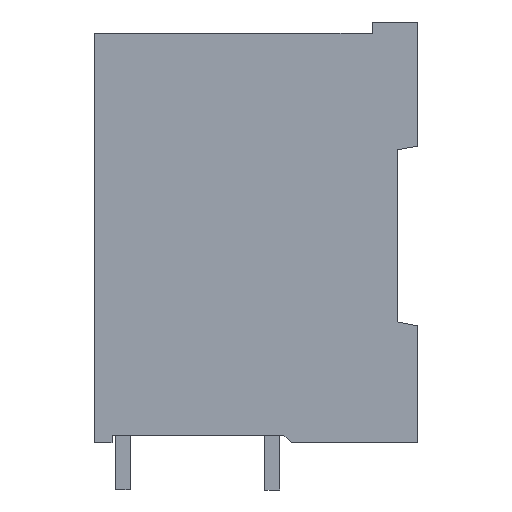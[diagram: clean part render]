
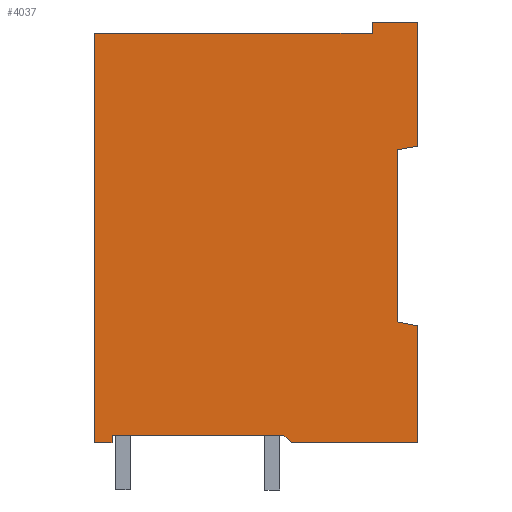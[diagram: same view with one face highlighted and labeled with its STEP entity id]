
A CAD part, left-side view. The second image highlights one B-rep face of the part: STEP entity #4037.
In plain terms, the highlighted planar face has unit normal (-1, 0, 0).
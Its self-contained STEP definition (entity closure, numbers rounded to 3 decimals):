
#3957=AXIS2_PLACEMENT_3D('Plane Axis2P3D',#3954,#3955,#3956) ;
#1217=CARTESIAN_POINT('Line Origine',(0.,0.7,23.277)) ;
#1221=CARTESIAN_POINT('Vertex',(0.,1.4,23.153)) ;
#1223=CARTESIAN_POINT('Vertex',(0.,0.,23.4)) ;
#1897=CARTESIAN_POINT('Line Origine',(0.,21.4,3.2)) ;
#1901=CARTESIAN_POINT('Vertex',(0.,22.,3.2)) ;
#1903=CARTESIAN_POINT('Vertex',(0.,20.8,3.2)) ;
#1948=CARTESIAN_POINT('Vertex',(0.,20.8,3.7)) ;
#1951=CARTESIAN_POINT('Line Origine',(0.,20.8,3.45)) ;
#1963=CARTESIAN_POINT('Line Origine',(0.,4.3,3.2)) ;
#1967=CARTESIAN_POINT('Vertex',(0.,8.6,3.2)) ;
#1969=CARTESIAN_POINT('Vertex',(0.,0.,3.2)) ;
#3954=CARTESIAN_POINT('Axis2P3D Location',(0.,22.,0.)) ;
#3959=CARTESIAN_POINT('Line Origine',(0.,11.,3.7)) ;
#3963=CARTESIAN_POINT('Vertex',(0.,9.1,3.7)) ;
#3967=CARTESIAN_POINT('Control Point',(0.,9.1,3.7)) ;
#3968=CARTESIAN_POINT('Control Point',(0.,8.6,3.2)) ;
#3970=CARTESIAN_POINT('Line Origine',(0.,0.,17.525)) ;
#3974=CARTESIAN_POINT('Vertex',(0.,0.,11.17)) ;
#3978=CARTESIAN_POINT('Control Point',(0.,0.,11.17)) ;
#3979=CARTESIAN_POINT('Control Point',(0.,1.4,11.439)) ;
#3980=CARTESIAN_POINT('Vertex',(0.,1.4,11.439)) ;
#3983=CARTESIAN_POINT('Line Origine',(0.,1.4,17.525)) ;
#3988=CARTESIAN_POINT('Line Origine',(0.,0.,17.525)) ;
#3992=CARTESIAN_POINT('Vertex',(0.,0.,31.85)) ;
#3995=CARTESIAN_POINT('Line Origine',(0.,11.,31.85)) ;
#3999=CARTESIAN_POINT('Vertex',(0.,3.1,31.85)) ;
#4002=CARTESIAN_POINT('Line Origine',(0.,3.1,17.525)) ;
#4006=CARTESIAN_POINT('Vertex',(0.,3.1,31.08)) ;
#4009=CARTESIAN_POINT('Line Origine',(0.,11.,31.08)) ;
#4013=CARTESIAN_POINT('Vertex',(0.,22.,31.08)) ;
#4016=CARTESIAN_POINT('Line Origine',(0.,22.,17.525)) ;
#1218=DIRECTION('Vector Direction',(0.,-0.985,0.174)) ;
#1898=DIRECTION('Vector Direction',(0.,-1.,0.)) ;
#1952=DIRECTION('Vector Direction',(0.,0.,-1.)) ;
#1964=DIRECTION('Vector Direction',(0.,-1.,0.)) ;
#3955=DIRECTION('Axis2P3D Direction',(-1.,0.,0.)) ;
#3956=DIRECTION('Axis2P3D XDirection',(0.,-1.,0.)) ;
#3960=DIRECTION('Vector Direction',(0.,-1.,0.)) ;
#3971=DIRECTION('Vector Direction',(0.,0.,1.)) ;
#3984=DIRECTION('Vector Direction',(0.,0.,1.)) ;
#3989=DIRECTION('Vector Direction',(0.,0.,1.)) ;
#3996=DIRECTION('Vector Direction',(0.,-1.,0.)) ;
#4003=DIRECTION('Vector Direction',(0.,0.,1.)) ;
#4010=DIRECTION('Vector Direction',(0.,-1.,0.)) ;
#4017=DIRECTION('Vector Direction',(0.,0.,1.)) ;
#1219=VECTOR('Line Direction',#1218,1.) ;
#1899=VECTOR('Line Direction',#1898,1.) ;
#1953=VECTOR('Line Direction',#1952,1.) ;
#1965=VECTOR('Line Direction',#1964,1.) ;
#3961=VECTOR('Line Direction',#3960,1.) ;
#3972=VECTOR('Line Direction',#3971,1.) ;
#3985=VECTOR('Line Direction',#3984,1.) ;
#3990=VECTOR('Line Direction',#3989,1.) ;
#3997=VECTOR('Line Direction',#3996,1.) ;
#4004=VECTOR('Line Direction',#4003,1.) ;
#4011=VECTOR('Line Direction',#4010,1.) ;
#4018=VECTOR('Line Direction',#4017,1.) ;
#4022=ORIENTED_EDGE('',*,*,#1905,.T.) ;
#4023=ORIENTED_EDGE('',*,*,#1955,.F.) ;
#4024=ORIENTED_EDGE('',*,*,#3965,.T.) ;
#4025=ORIENTED_EDGE('',*,*,#3969,.T.) ;
#4026=ORIENTED_EDGE('',*,*,#1971,.T.) ;
#4027=ORIENTED_EDGE('',*,*,#3976,.T.) ;
#4028=ORIENTED_EDGE('',*,*,#3982,.T.) ;
#4029=ORIENTED_EDGE('',*,*,#3987,.T.) ;
#4030=ORIENTED_EDGE('',*,*,#1225,.T.) ;
#4031=ORIENTED_EDGE('',*,*,#3994,.T.) ;
#4032=ORIENTED_EDGE('',*,*,#4001,.T.) ;
#4033=ORIENTED_EDGE('',*,*,#4008,.T.) ;
#4034=ORIENTED_EDGE('',*,*,#4015,.T.) ;
#4035=ORIENTED_EDGE('',*,*,#4020,.T.) ;
#4037=ADVANCED_FACE('Model',(#4036),#3958,.T.) ;
#3966=B_SPLINE_CURVE_WITH_KNOTS('',1,(#3967,#3968),.UNSPECIFIED.,.F.,.U.,(2,2),(-0.354,0.354),.UNSPECIFIED.) ;
#3977=B_SPLINE_CURVE_WITH_KNOTS('',1,(#3978,#3979),.UNSPECIFIED.,.F.,.U.,(2,2),(-0.713,0.713),.UNSPECIFIED.) ;
#1225=EDGE_CURVE('',#1222,#1224,#1220,.T.) ;
#1905=EDGE_CURVE('',#1902,#1904,#1900,.T.) ;
#1955=EDGE_CURVE('',#1949,#1904,#1954,.T.) ;
#1971=EDGE_CURVE('',#1968,#1970,#1966,.T.) ;
#3965=EDGE_CURVE('',#1949,#3964,#3962,.T.) ;
#3969=EDGE_CURVE('',#3964,#1968,#3966,.T.) ;
#3976=EDGE_CURVE('',#1970,#3975,#3973,.T.) ;
#3982=EDGE_CURVE('',#3975,#3981,#3977,.T.) ;
#3987=EDGE_CURVE('',#3981,#1222,#3986,.T.) ;
#3994=EDGE_CURVE('',#1224,#3993,#3991,.T.) ;
#4001=EDGE_CURVE('',#3993,#4000,#3998,.F.) ;
#4008=EDGE_CURVE('',#4000,#4007,#4005,.F.) ;
#4015=EDGE_CURVE('',#4007,#4014,#4012,.F.) ;
#4020=EDGE_CURVE('',#4014,#1902,#4019,.F.) ;
#4021=EDGE_LOOP('',(#4022,#4023,#4024,#4025,#4026,#4027,#4028,#4029,#4030,#4031,#4032,#4033,#4034,#4035)) ;
#4036=FACE_OUTER_BOUND('',#4021,.T.) ;
#1220=LINE('Line',#1217,#1219) ;
#1900=LINE('Line',#1897,#1899) ;
#1954=LINE('Line',#1951,#1953) ;
#1966=LINE('Line',#1963,#1965) ;
#3962=LINE('Line',#3959,#3961) ;
#3973=LINE('Line',#3970,#3972) ;
#3986=LINE('Line',#3983,#3985) ;
#3991=LINE('Line',#3988,#3990) ;
#3998=LINE('Line',#3995,#3997) ;
#4005=LINE('Line',#4002,#4004) ;
#4012=LINE('Line',#4009,#4011) ;
#4019=LINE('Line',#4016,#4018) ;
#3958=PLANE('',#3957) ;
#1222=VERTEX_POINT('',#1221) ;
#1224=VERTEX_POINT('',#1223) ;
#1902=VERTEX_POINT('',#1901) ;
#1904=VERTEX_POINT('',#1903) ;
#1949=VERTEX_POINT('',#1948) ;
#1968=VERTEX_POINT('',#1967) ;
#1970=VERTEX_POINT('',#1969) ;
#3964=VERTEX_POINT('',#3963) ;
#3975=VERTEX_POINT('',#3974) ;
#3981=VERTEX_POINT('',#3980) ;
#3993=VERTEX_POINT('',#3992) ;
#4000=VERTEX_POINT('',#3999) ;
#4007=VERTEX_POINT('',#4006) ;
#4014=VERTEX_POINT('',#4013) ;
